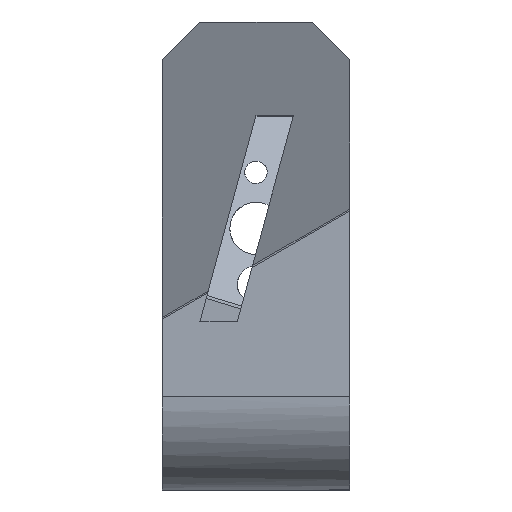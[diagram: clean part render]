
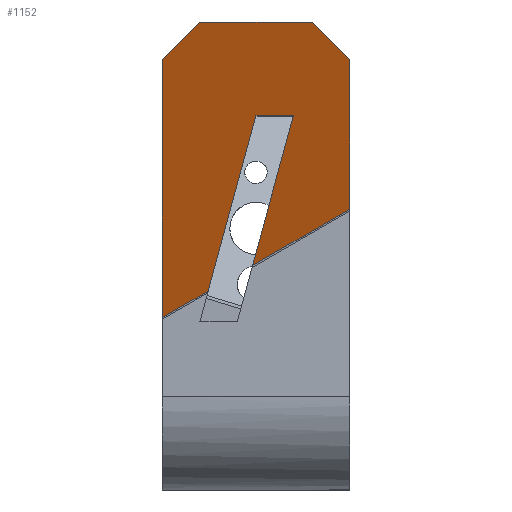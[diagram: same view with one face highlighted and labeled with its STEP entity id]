
A CAD part, top view. The second image highlights one B-rep face of the part: STEP entity #1152.
In plain terms, the highlighted free-form (B-spline) face has degree [1, 1] with [2, 2] control points.
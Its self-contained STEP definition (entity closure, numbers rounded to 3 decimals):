
#45 = VERTEX_POINT('',#46);
#46 = CARTESIAN_POINT('',(-2.049,79.151,
    57.667));
#52 = EDGE_CURVE('',#53,#45,#55,.T.);
#53 = VERTEX_POINT('',#54);
#54 = CARTESIAN_POINT('',(22.608,169.562,95.755)
  );
#55 = B_SPLINE_CURVE_WITH_KNOTS('',1,(#56,#57),.UNSPECIFIED.,.F.,.F.,(2,
    2),(-75.593,13.894),.PIECEWISE_BEZIER_KNOTS.);
#56 = CARTESIAN_POINT('',(22.608,169.562,95.755)
  );
#57 = CARTESIAN_POINT('',(-2.049,79.151,
    57.667));
#123 = EDGE_CURVE('',#124,#53,#126,.T.);
#124 = VERTEX_POINT('',#125);
#125 = CARTESIAN_POINT('',(0.,169.562,
    102.281));
#126 = B_SPLINE_CURVE_WITH_KNOTS('',1,(#127,#128),.UNSPECIFIED.,.F.,.F.,
  (2,2),(-0.144,20.673),.PIECEWISE_BEZIER_KNOTS.);
#127 = CARTESIAN_POINT('',(0.,169.562,
    102.281));
#128 = CARTESIAN_POINT('',(22.608,169.562,95.755
    ));
#164 = EDGE_CURVE('',#165,#124,#167,.T.);
#165 = VERTEX_POINT('',#166);
#166 = CARTESIAN_POINT('',(-28.883,63.659,
    57.667));
#167 = B_SPLINE_CURVE_WITH_KNOTS('',1,(#168,#169),.UNSPECIFIED.,.F.,.F.,
  (2,2),(-82.305,22.516),.PIECEWISE_BEZIER_KNOTS.);
#168 = CARTESIAN_POINT('',(-28.883,63.659,
    57.667));
#169 = CARTESIAN_POINT('',(0.,169.562,
    102.281));
#193 = EDGE_CURVE('',#194,#196,#198,.T.);
#194 = VERTEX_POINT('',#195);
#195 = CARTESIAN_POINT('',(33.912,226.083,
    120.752));
#196 = VERTEX_POINT('',#197);
#197 = CARTESIAN_POINT('',(-33.912,226.083,
    140.331));
#198 = B_SPLINE_CURVE_WITH_KNOTS('',1,(#199,#200),.UNSPECIFIED.,.F.,.F.,
  (2,2),(-48.166,14.284),.PIECEWISE_BEZIER_KNOTS.);
#199 = CARTESIAN_POINT('',(33.912,226.083,
    120.752));
#200 = CARTESIAN_POINT('',(-33.912,226.083,
    140.331));
#229 = EDGE_CURVE('',#196,#230,#232,.T.);
#230 = VERTEX_POINT('',#231);
#231 = CARTESIAN_POINT('',(-56.521,203.474,
    135.554));
#232 = B_SPLINE_CURVE_WITH_KNOTS('',1,(#233,#234),.UNSPECIFIED.,.F.,.F.,
  (2,2),(-48.583,-19.985),.PIECEWISE_BEZIER_KNOTS.);
#233 = CARTESIAN_POINT('',(-33.912,226.083,
    140.331));
#234 = CARTESIAN_POINT('',(-56.521,203.474,
    135.554));
#257 = EDGE_CURVE('',#258,#194,#260,.T.);
#258 = VERTEX_POINT('',#259);
#259 = CARTESIAN_POINT('',(56.521,203.474,
    102.921));
#260 = B_SPLINE_CURVE_WITH_KNOTS('',1,(#261,#262),.UNSPECIFIED.,.F.,.F.,
  (2,2),(-10.435,21.95),.PIECEWISE_BEZIER_KNOTS.);
#261 = CARTESIAN_POINT('',(56.521,203.474,
    102.921));
#262 = CARTESIAN_POINT('',(33.912,226.083,
    120.752));
#363 = VERTEX_POINT('',#364);
#364 = CARTESIAN_POINT('',(-56.521,47.702,
    57.667));
#370 = EDGE_CURVE('',#363,#165,#371,.T.);
#371 = B_SPLINE_CURVE_WITH_KNOTS('',1,(#372,#373),.UNSPECIFIED.,.F.,.F.,
  (2,2),(-57.454,-29.222),.PIECEWISE_BEZIER_KNOTS.);
#372 = CARTESIAN_POINT('',(-56.521,47.702,
    57.667));
#373 = CARTESIAN_POINT('',(-28.883,63.659,
    57.667));
#386 = EDGE_CURVE('',#45,#387,#389,.T.);
#387 = VERTEX_POINT('',#388);
#388 = CARTESIAN_POINT('',(56.521,112.966,
    57.667));
#389 = B_SPLINE_CURVE_WITH_KNOTS('',1,(#390,#391),.UNSPECIFIED.,.F.,.F.,
  (2,2),(-1.812,58.016),.PIECEWISE_BEZIER_KNOTS.);
#390 = CARTESIAN_POINT('',(-2.049,79.151,
    57.667));
#391 = CARTESIAN_POINT('',(56.521,112.966,
    57.667));
#837 = EDGE_CURVE('',#387,#258,#838,.T.);
#838 = B_SPLINE_CURVE_WITH_KNOTS('',1,(#839,#840),.UNSPECIFIED.,.F.,.F.,
  (2,2),(-55.717,33.8),.PIECEWISE_BEZIER_KNOTS.);
#839 = CARTESIAN_POINT('',(56.521,112.966,
    57.667));
#840 = CARTESIAN_POINT('',(56.521,203.474,
    102.921));
#887 = EDGE_CURVE('',#230,#363,#888,.T.);
#888 = B_SPLINE_CURVE_WITH_KNOTS('',1,(#889,#890),.UNSPECIFIED.,.F.,.F.,
  (2,2),(-149.569,4.498),.PIECEWISE_BEZIER_KNOTS.);
#889 = CARTESIAN_POINT('',(-56.521,203.474,
    135.554));
#890 = CARTESIAN_POINT('',(-56.521,47.702,
    57.667));
#1152 = ADVANCED_FACE('',(#1153),#1165,.T.);
#1153 = FACE_BOUND('',#1154,.T.);
#1154 = EDGE_LOOP('',(#1155,#1156,#1157,#1158,#1159,#1160,#1161,#1162,
    #1163,#1164));
#1155 = ORIENTED_EDGE('',*,*,#52,.T.);
#1156 = ORIENTED_EDGE('',*,*,#386,.T.);
#1157 = ORIENTED_EDGE('',*,*,#837,.T.);
#1158 = ORIENTED_EDGE('',*,*,#257,.T.);
#1159 = ORIENTED_EDGE('',*,*,#193,.T.);
#1160 = ORIENTED_EDGE('',*,*,#229,.T.);
#1161 = ORIENTED_EDGE('',*,*,#887,.T.);
#1162 = ORIENTED_EDGE('',*,*,#370,.T.);
#1163 = ORIENTED_EDGE('',*,*,#164,.T.);
#1164 = ORIENTED_EDGE('',*,*,#123,.T.);
#1165 = B_SPLINE_SURFACE_WITH_KNOTS('',1,1,(
    (#1166,#1167)
    ,(#1168,#1169
    )),.UNSPECIFIED.,.F.,.F.,.F.,(2,2),(2,2),(-9.671,
    99.559),(-114.507,60.264),
  .PIECEWISE_BEZIER_KNOTS.);
#1166 = CARTESIAN_POINT('',(-66.606,47.097,
    60.276));
#1167 = CARTESIAN_POINT('',(-55.145,224.808,
    145.823));
#1168 = CARTESIAN_POINT('',(52.734,54.26,
    29.407));
#1169 = CARTESIAN_POINT('',(64.196,231.971,
    114.954));
